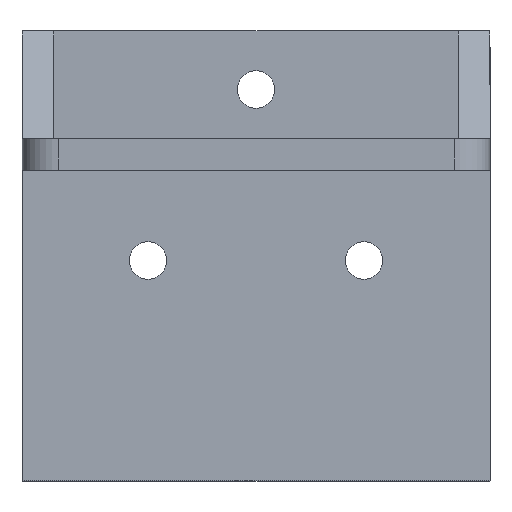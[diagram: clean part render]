
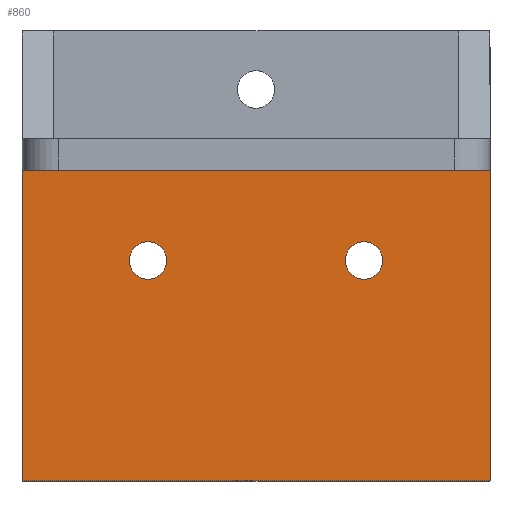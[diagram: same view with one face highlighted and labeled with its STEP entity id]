
A CAD part, top view. The second image highlights one B-rep face of the part: STEP entity #860.
In plain terms, the highlighted planar face has unit normal (0, 0, 1).
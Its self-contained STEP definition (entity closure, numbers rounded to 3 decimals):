
#13 = VERTEX_POINT ( 'NONE', #517 ) ;
#16 = EDGE_CURVE ( 'NONE', #692, #355, #420, .T. ) ;
#41 = CARTESIAN_POINT ( 'NONE',  ( -26., 0., 33. ) ) ;
#84 = AXIS2_PLACEMENT_3D ( 'NONE', #419, #130, #1348 ) ;
#112 = CARTESIAN_POINT ( 'NONE',  ( 12., 24.5, 33. ) ) ;
#130 = DIRECTION ( 'NONE',  ( 0., 0., -1. ) ) ;
#146 = DIRECTION ( 'NONE',  ( -1., 0., 0. ) ) ;
#176 = FACE_OUTER_BOUND ( 'NONE', #1068, .T. ) ;
#187 = CARTESIAN_POINT ( 'NONE',  ( -26., 0., 33. ) ) ;
#267 = DIRECTION ( 'NONE',  ( 0., 0., -1. ) ) ;
#297 = CARTESIAN_POINT ( 'NONE',  ( -12., 22.42, 33. ) ) ;
#355 = VERTEX_POINT ( 'NONE', #615 ) ;
#379 = ORIENTED_EDGE ( 'NONE', *, *, #1466, .T. ) ;
#386 = CARTESIAN_POINT ( 'NONE',  ( 26., 0., 33. ) ) ;
#419 = CARTESIAN_POINT ( 'NONE',  ( 12., 24.5, 33. ) ) ;
#420 = CIRCLE ( 'NONE', #455, 2.08 ) ;
#425 = LINE ( 'NONE', #1971, #871 ) ;
#432 = EDGE_CURVE ( 'NONE', #619, #1151, #1407, .T. ) ;
#433 = ORIENTED_EDGE ( 'NONE', *, *, #16, .T. ) ;
#451 = CIRCLE ( 'NONE', #84, 2.08 ) ;
#455 = AXIS2_PLACEMENT_3D ( 'NONE', #1278, #1285, #1693 ) ;
#484 = CIRCLE ( 'NONE', #620, 2.08 ) ;
#517 = CARTESIAN_POINT ( 'NONE',  ( 12., 26.58, 33. ) ) ;
#544 = EDGE_CURVE ( 'NONE', #1151, #1497, #1284, .T. ) ;
#615 = CARTESIAN_POINT ( 'NONE',  ( -12., 26.58, 33. ) ) ;
#619 = VERTEX_POINT ( 'NONE', #1800 ) ;
#620 = AXIS2_PLACEMENT_3D ( 'NONE', #1493, #1661, #146 ) ;
#645 = EDGE_CURVE ( 'NONE', #885, #1497, #425, .T. ) ;
#647 = PLANE ( 'NONE',  #1133 ) ;
#659 = FACE_BOUND ( 'NONE', #1275, .T. ) ;
#692 = VERTEX_POINT ( 'NONE', #297 ) ;
#769 = ORIENTED_EDGE ( 'NONE', *, *, #1360, .T. ) ;
#771 = EDGE_CURVE ( 'NONE', #619, #885, #1239, .T. ) ;
#780 = CARTESIAN_POINT ( 'NONE',  ( 26., 34.5, 33. ) ) ;
#817 = ORIENTED_EDGE ( 'NONE', *, *, #987, .T. ) ;
#841 = VECTOR ( 'NONE', #1129, 1000. ) ;
#851 = VECTOR ( 'NONE', #1228, 1000. ) ;
#860 = ADVANCED_FACE ( 'NONE', ( #659, #1118, #176 ), #647, .F. ) ;
#871 = VECTOR ( 'NONE', #1184, 1000. ) ;
#885 = VERTEX_POINT ( 'NONE', #1613 ) ;
#987 = EDGE_CURVE ( 'NONE', #355, #692, #484, .T. ) ;
#1001 = ORIENTED_EDGE ( 'NONE', *, *, #432, .T. ) ;
#1068 = EDGE_LOOP ( 'NONE', ( #1929, #1330, #1001, #1420 ) ) ;
#1085 = DIRECTION ( 'NONE',  ( 0., 1., 0. ) ) ;
#1118 = FACE_BOUND ( 'NONE', #1723, .T. ) ;
#1129 = DIRECTION ( 'NONE',  ( 0., 1., 0. ) ) ;
#1133 = AXIS2_PLACEMENT_3D ( 'NONE', #1258, #1861, #1721 ) ;
#1139 = VERTEX_POINT ( 'NONE', #1532 ) ;
#1151 = VERTEX_POINT ( 'NONE', #1670 ) ;
#1161 = VECTOR ( 'NONE', #1085, 1000. ) ;
#1184 = DIRECTION ( 'NONE',  ( 1., 0., 0. ) ) ;
#1191 = DIRECTION ( 'NONE',  ( -1., 0., 0. ) ) ;
#1228 = DIRECTION ( 'NONE',  ( 1., 0., 0. ) ) ;
#1239 = LINE ( 'NONE', #187, #1161 ) ;
#1258 = CARTESIAN_POINT ( 'NONE',  ( -26., 0., 33. ) ) ;
#1266 = AXIS2_PLACEMENT_3D ( 'NONE', #112, #267, #1191 ) ;
#1275 = EDGE_LOOP ( 'NONE', ( #379, #769 ) ) ;
#1278 = CARTESIAN_POINT ( 'NONE',  ( -12., 24.5, 33. ) ) ;
#1284 = LINE ( 'NONE', #386, #841 ) ;
#1285 = DIRECTION ( 'NONE',  ( 0., 0., -1. ) ) ;
#1330 = ORIENTED_EDGE ( 'NONE', *, *, #771, .F. ) ;
#1348 = DIRECTION ( 'NONE',  ( -1., 0., 0. ) ) ;
#1360 = EDGE_CURVE ( 'NONE', #1139, #13, #1832, .T. ) ;
#1407 = LINE ( 'NONE', #41, #851 ) ;
#1420 = ORIENTED_EDGE ( 'NONE', *, *, #544, .T. ) ;
#1466 = EDGE_CURVE ( 'NONE', #13, #1139, #451, .T. ) ;
#1493 = CARTESIAN_POINT ( 'NONE',  ( -12., 24.5, 33. ) ) ;
#1497 = VERTEX_POINT ( 'NONE', #780 ) ;
#1532 = CARTESIAN_POINT ( 'NONE',  ( 12., 22.42, 33. ) ) ;
#1613 = CARTESIAN_POINT ( 'NONE',  ( -26., 34.5, 33. ) ) ;
#1661 = DIRECTION ( 'NONE',  ( 0., 0., -1. ) ) ;
#1670 = CARTESIAN_POINT ( 'NONE',  ( 26., 0., 33. ) ) ;
#1693 = DIRECTION ( 'NONE',  ( -1., 0., 0. ) ) ;
#1721 = DIRECTION ( 'NONE',  ( -1., 0., 0. ) ) ;
#1723 = EDGE_LOOP ( 'NONE', ( #817, #433 ) ) ;
#1800 = CARTESIAN_POINT ( 'NONE',  ( -26., 0., 33. ) ) ;
#1832 = CIRCLE ( 'NONE', #1266, 2.08 ) ;
#1861 = DIRECTION ( 'NONE',  ( 0., 0., -1. ) ) ;
#1929 = ORIENTED_EDGE ( 'NONE', *, *, #645, .F. ) ;
#1971 = CARTESIAN_POINT ( 'NONE',  ( -26., 34.5, 33. ) ) ;
